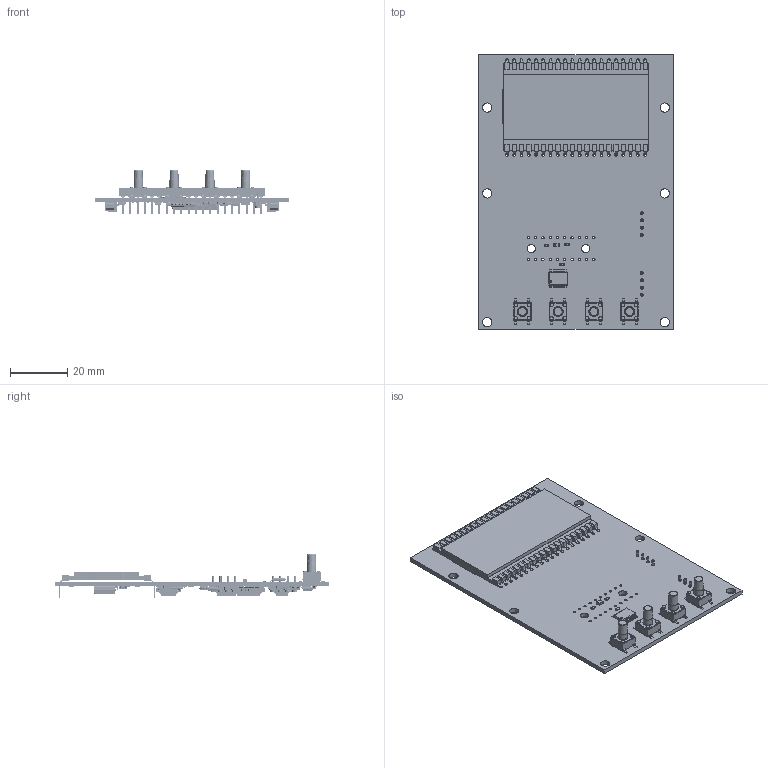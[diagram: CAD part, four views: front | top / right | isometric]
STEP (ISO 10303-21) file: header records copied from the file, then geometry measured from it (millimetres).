
FILE_DESCRIPTION(('Open CASCADE Model'),'2;1');
FILE_NAME('Open CASCADE Shape Model','2024-07-23T19:54:57',('Author'),( 'Open CASCADE'),'Open CASCADE STEP processor 7.5','Open CASCADE 7.5' ,'Unknown');
FILE_SCHEMA(('AUTOMOTIVE_DESIGN { 1 0 10303 214 1 1 1 1 }'));
Length unit declared in the file: millimetre
Products named in the file (184): PCB; Board; Open CASCADE STEP translator 7.5 1.1.1; R13; RES0603; R11; L2; 74279201; Lötende; C13; CAP0603; C6; D1; SOD323; R5; R15; T4; ChipFet8; R25; R21; R26; R6; C21; C18; T3; X2; 532610271; T5; 5906125408; R29; R28; R27; R24; R30; R23; D7; D8; 5906125808; C28; C27 ...
Assembly tree (337 placements, depth 5):
  PCB
    Board
      Open CASCADE STEP translator 7.5 1.1.1
    R13
      RES0603
    R11
      RES0603
    L2
      74279201
        74279201
        Lötende  x2
    C13
      CAP0603
    C6
      CAP0603
    D1
      SOD323
    R5
      RES0603
    R15
      RES0603
    T4
      ChipFet8
    R25
      RES0603
    R21
      RES0603
    R26
      RES0603
    R6
      RES0603
    C21
      CAP0603
    C18
      CAP0603
    T3
      ChipFet8
    X2
      532610271
    T5
      5906125408
    R29
      RES0603
    R28
      RES0603
    R27
      RES0603
    R24
      RES0603
    R30
      RES0603
    R23
      RES0603
    D7
      SOD323
    D8
      5906125808
    C28
      CAP0603
    C27
Bounding box: 68 x 96 x 15.13 mm (x, y, z)
Volume: 15605.8 mm3; surface area: 27899.6 mm2
Topology: 399 solids, 2004 shells, 8636 faces, 23375 edges, 16910 vertices
Faces by surface type: plane 5775, bspline 1537, cylinder 1200, sphere 68, cone 52, torus 4
Full cylindrical faces by diameter (mm): 0.05 x6, 0.533 x8, 0.762 x8, 0.8 x20, 0.864 x8, 0.95 x1, 1 x50, 1.2 x16, 1.321 x24, 1.829 x8, 2.9 x2, 3.2 x6, 3.25 x4, 3.5 x4
Entity records: 124693 total; most frequent: CARTESIAN_POINT 24345, ORIENTED_EDGE 18679, DIRECTION 17688, EDGE_CURVE 9432, LINE 7702, VECTOR 7702, VERTEX_POINT 6154, AXIS2_PLACEMENT_3D 4993
